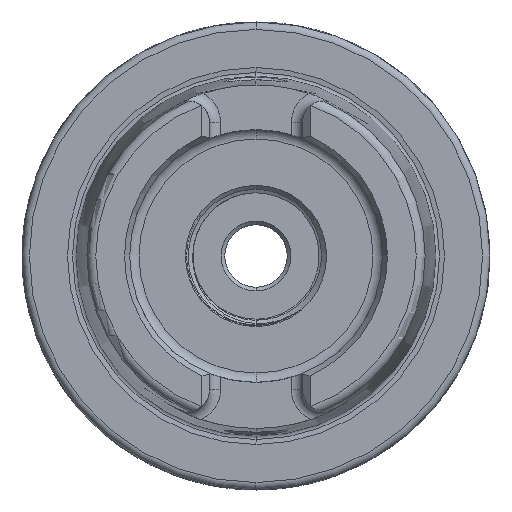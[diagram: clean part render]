
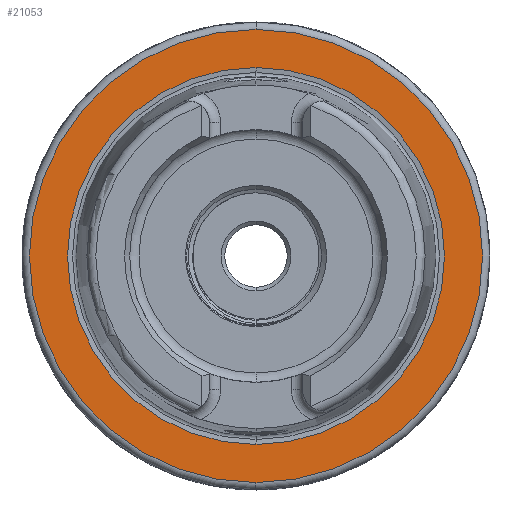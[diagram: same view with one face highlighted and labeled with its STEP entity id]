
A CAD part, left-side view. The second image highlights one B-rep face of the part: STEP entity #21053.
In plain terms, the highlighted planar face has unit normal (-1, 0, 0).
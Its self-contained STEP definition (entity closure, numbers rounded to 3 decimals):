
#368 = VERTEX_POINT ( 'NONE', #21641 ) ;
#371 = VERTEX_POINT ( 'NONE', #21628 ) ;
#408 = VERTEX_POINT ( 'NONE', #21635 ) ;
#1288 = DIRECTION ( 'NONE',  ( 1., 0., 0. ) ) ;
#1294 = DIRECTION ( 'NONE',  ( 0., 0., -1. ) ) ;
#1321 = CARTESIAN_POINT ( 'NONE',  ( 0., 0., 0. ) ) ;
#2355 = EDGE_LOOP ( 'NONE', ( #24501, #24443 ) ) ;
#2612 = EDGE_CURVE ( 'NONE', #368, #408, #7053, .T. ) ;
#2648 = EDGE_CURVE ( 'NONE', #24451, #371, #7101, .T. ) ;
#2868 = EDGE_CURVE ( 'NONE', #408, #368, #7355, .T. ) ;
#3104 = CARTESIAN_POINT ( 'NONE',  ( 0., 0., 0. ) ) ;
#3105 = DIRECTION ( 'NONE',  ( 1., 0., 0. ) ) ;
#3111 = DIRECTION ( 'NONE',  ( 0., 0., -1. ) ) ;
#4033 = CARTESIAN_POINT ( 'NONE',  ( 0., 0., 0. ) ) ;
#4052 = DIRECTION ( 'NONE',  ( -1., 0., 0. ) ) ;
#4070 = DIRECTION ( 'NONE',  ( 0., 0., 1. ) ) ;
#7053 = CIRCLE ( 'NONE', #8885, 30.5 ) ;
#7101 = CIRCLE ( 'NONE', #8897, 25.369 ) ;
#7355 = CIRCLE ( 'NONE', #8954, 30.5 ) ;
#7613 = CIRCLE ( 'NONE', #9060, 25.369 ) ;
#8885 = AXIS2_PLACEMENT_3D ( 'NONE', #4033, #4052, #4070 ) ;
#8897 = AXIS2_PLACEMENT_3D ( 'NONE', #3104, #3105, #3111 ) ;
#8954 = AXIS2_PLACEMENT_3D ( 'NONE', #14857, #14883, #14843 ) ;
#9060 = AXIS2_PLACEMENT_3D ( 'NONE', #1321, #1288, #1294 ) ;
#9291 = EDGE_CURVE ( 'NONE', #371, #24451, #7613, .T. ) ;
#12560 = CARTESIAN_POINT ( 'NONE',  ( 0., 0., -25.369 ) ) ;
#12651 = AXIS2_PLACEMENT_3D ( 'NONE', #22849, #22860, #22847 ) ;
#14843 = DIRECTION ( 'NONE',  ( 0., 0., 1. ) ) ;
#14857 = CARTESIAN_POINT ( 'NONE',  ( 0., 0., 0. ) ) ;
#14883 = DIRECTION ( 'NONE',  ( -1., 0., 0. ) ) ;
#21053 = ADVANCED_FACE ( 'NONE', ( #23475, #23480 ), #22837, .T. ) ;
#21628 = CARTESIAN_POINT ( 'NONE',  ( 0., 0., 25.369 ) ) ;
#21635 = CARTESIAN_POINT ( 'NONE',  ( 0., 0., 30.5 ) ) ;
#21641 = CARTESIAN_POINT ( 'NONE',  ( 0., 0., -30.5 ) ) ;
#22837 = PLANE ( 'NONE',  #12651 ) ;
#22847 = DIRECTION ( 'NONE',  ( 0., 0., 1. ) ) ;
#22849 = CARTESIAN_POINT ( 'NONE',  ( 0., 25.369, 0. ) ) ;
#22860 = DIRECTION ( 'NONE',  ( -1., 0., 0. ) ) ;
#23475 = FACE_OUTER_BOUND ( 'NONE', #2355, .T. ) ;
#23480 = FACE_BOUND ( 'NONE', #23934, .T. ) ;
#23934 = EDGE_LOOP ( 'NONE', ( #24447, #24495 ) ) ;
#24443 = ORIENTED_EDGE ( 'NONE', *, *, #2612, .T. ) ;
#24447 = ORIENTED_EDGE ( 'NONE', *, *, #9291, .T. ) ;
#24451 = VERTEX_POINT ( 'NONE', #12560 ) ;
#24495 = ORIENTED_EDGE ( 'NONE', *, *, #2648, .T. ) ;
#24501 = ORIENTED_EDGE ( 'NONE', *, *, #2868, .T. ) ;
